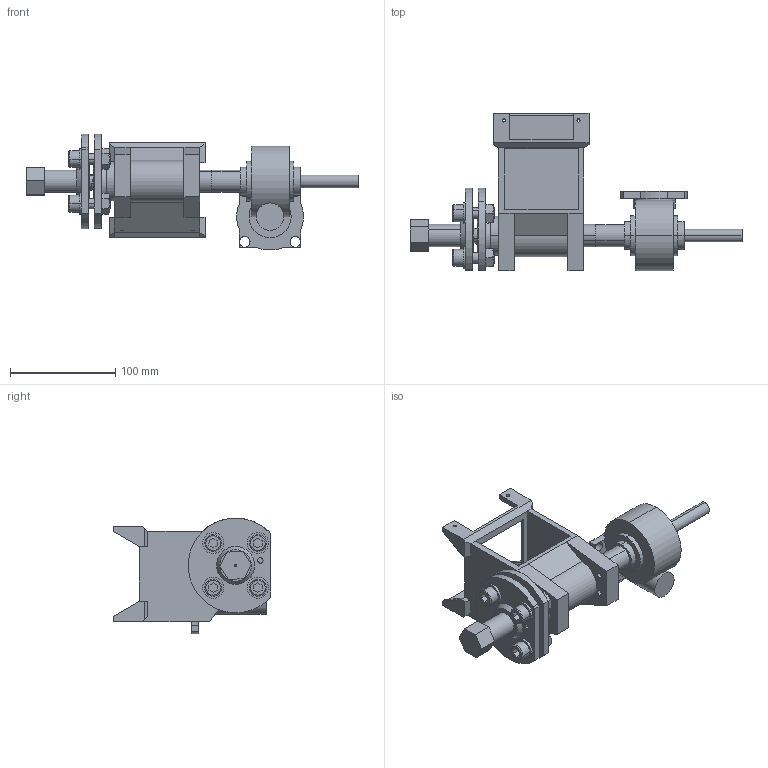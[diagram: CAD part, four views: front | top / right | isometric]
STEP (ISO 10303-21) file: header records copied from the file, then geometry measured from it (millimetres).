
FILE_DESCRIPTION (( 'STEP AP214' ), '1' );
FILE_NAME ('02_00_00-extruder unit.STEP', '2017-07-24T22:16:44', ( '' ), ( '' ), 'SwSTEP 2.0', 'SolidWorks 2016', '' );
FILE_SCHEMA (( 'AUTOMOTIVE_DESIGN' ));
Length unit declared in the file: millimetre
Products named in the file (13): 02_01_04-worm_gear_Standard; 02_01_00-extruder_Standard; 02_07_00-washer_M10-ISO7089; 02_08_00-PTFE_insulation_Standard; 02_04_00-hopper_extruder_Standard; 02_02_00-tube_flange_Standard; 02_01_02-tube_40-DN15_Standard; 02_00_00-extruder unit; 02_05_00-cylinder_screw_M10x30-DIN912; 02_03_00-tube_100-DN15_Standard; 02_01_01-screw; 02_06_00-nut_M10-DIN934; 02_01_03-nozzle_Standard
Assembly tree (22 placements, depth 3):
  02_00_00-extruder unit
    02_01_00-extruder_Standard
      02_01_01-screw
      02_01_02-tube_40-DN15_Standard
      02_01_03-nozzle_Standard
      02_01_04-worm_gear_Standard
    02_02_00-tube_flange_Standard  x2
    02_03_00-tube_100-DN15_Standard
    02_04_00-hopper_extruder_Standard
    02_05_00-cylinder_screw_M10x30-DIN912  x4
    02_06_00-nut_M10-DIN934  x4
    02_07_00-washer_M10-ISO7089  x4
    02_08_00-PTFE_insulation_Standard
Bounding box: 315.27 x 149.71 x 110.13 mm (x, y, z)
Volume: 649632.8 mm3; surface area: 205694.3 mm2
Topology: 21 solids, 25 shells, 491 faces, 1219 edges, 787 vertices
Faces by surface type: plane 225, cylinder 144, cone 85, bspline 35, torus 2
Entity records: 16397 total; most frequent: CARTESIAN_POINT 7558, DIRECTION 1662, ORIENTED_EDGE 1638, EDGE_CURVE 819, AXIS2_PLACEMENT_3D 590, VERTEX_POINT 531, LINE 482, VECTOR 482
